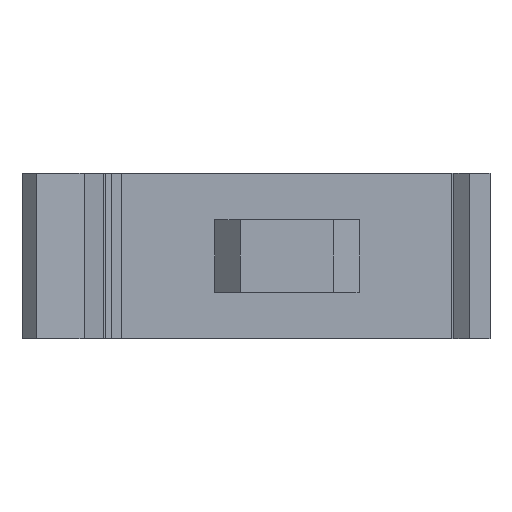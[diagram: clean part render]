
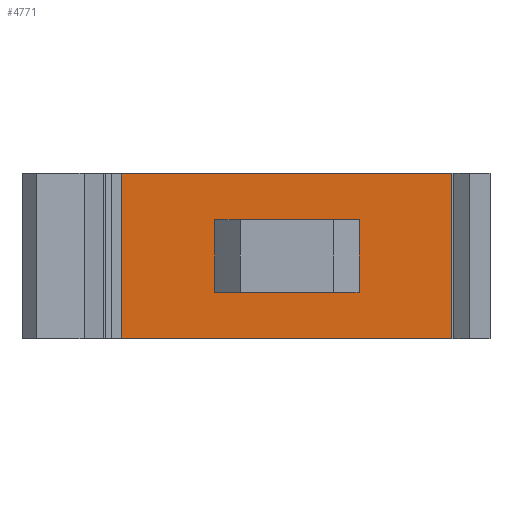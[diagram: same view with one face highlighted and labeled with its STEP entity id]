
A CAD part, front view. The second image highlights one B-rep face of the part: STEP entity #4771.
In plain terms, the highlighted planar face has unit normal (0, -1, 0).
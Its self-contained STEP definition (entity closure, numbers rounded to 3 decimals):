
#25=FACE_BOUND($,#819,.T.);
#26=FACE_BOUND($,#820,.T.);
#286=PLANE($,#5252);
#819=EDGE_LOOP($,(#4370,#4371,#4372,#4373,#4374,#4375));
#820=EDGE_LOOP($,(#4376,#4377,#4378,#4379));
#826=LINE($,#6694,#1293);
#831=LINE($,#6709,#1298);
#832=LINE($,#6714,#1299);
#853=LINE($,#6755,#1320);
#1249=LINE($,#8097,#1716);
#1278=LINE($,#8164,#1745);
#1286=LINE($,#8181,#1753);
#1288=LINE($,#8184,#1755);
#1293=VECTOR($,#5268,4.);
#1298=VECTOR($,#5281,4.);
#1299=VECTOR($,#5288,5.);
#1320=VECTOR($,#5325,5.);
#1716=VECTOR($,#6577,32.);
#1745=VECTOR($,#6654,16.);
#1753=VECTOR($,#6672,16.);
#1755=VECTOR($,#6676,32.);
#1757=CIRCLE($,#4778,3.);
#1759=CIRCLE($,#4782,3.);
#1884=VERTEX_POINT($,#6684);
#1885=VERTEX_POINT($,#6686);
#1887=VERTEX_POINT($,#6692);
#1890=VERTEX_POINT($,#6699);
#1891=VERTEX_POINT($,#6701);
#1893=VERTEX_POINT($,#6707);
#2285=VERTEX_POINT($,#8094);
#2286=VERTEX_POINT($,#8096);
#2300=VERTEX_POINT($,#8162);
#2304=VERTEX_POINT($,#8180);
#2307=EDGE_CURVE($,#1884,#1885,#1757,.F.);
#2311=EDGE_CURVE($,#1884,#1887,#826,.T.);
#2314=EDGE_CURVE($,#1890,#1891,#1759,.F.);
#2318=EDGE_CURVE($,#1890,#1893,#831,.T.);
#2320=EDGE_CURVE($,#1887,#1891,#832,.T.);
#2341=EDGE_CURVE($,#1893,#1885,#853,.T.);
#2957=EDGE_CURVE($,#2286,#2285,#1249,.T.);
#2991=EDGE_CURVE($,#2300,#2285,#1278,.T.);
#2999=EDGE_CURVE($,#2304,#2286,#1286,.T.);
#3001=EDGE_CURVE($,#2300,#2304,#1288,.T.);
#4370=ORIENTED_EDGE($,*,*,#2320,.T.);
#4371=ORIENTED_EDGE($,*,*,#2314,.F.);
#4372=ORIENTED_EDGE($,*,*,#2318,.T.);
#4373=ORIENTED_EDGE($,*,*,#2341,.T.);
#4374=ORIENTED_EDGE($,*,*,#2307,.F.);
#4375=ORIENTED_EDGE($,*,*,#2311,.T.);
#4376=ORIENTED_EDGE($,*,*,#2957,.T.);
#4377=ORIENTED_EDGE($,*,*,#2991,.F.);
#4378=ORIENTED_EDGE($,*,*,#3001,.T.);
#4379=ORIENTED_EDGE($,*,*,#2999,.T.);
#4771=ADVANCED_FACE($,(#25,#26),#286,.T.);
#4778=AXIS2_PLACEMENT_3D($,#6687,#5261,#5262);
#4782=AXIS2_PLACEMENT_3D($,#6702,#5274,#5275);
#5252=AXIS2_PLACEMENT_3D($,#8183,#6674,#6675);
#5261=DIRECTION('center_axis',(0.,1.,0.));
#5262=DIRECTION('ref_axis',(-0.707,0.,-0.707));
#5268=DIRECTION($,(0.,0.,1.));
#5274=DIRECTION('center_axis',(0.,1.,0.));
#5275=DIRECTION('ref_axis',(0.707,0.,0.707));
#5281=DIRECTION($,(0.,0.,-1.));
#5288=DIRECTION($,(1.,0.,0.));
#5325=DIRECTION($,(-1.,0.,0.));
#6577=DIRECTION($,(-1.,0.,0.));
#6654=DIRECTION($,(0.,0.,1.));
#6672=DIRECTION($,(0.,0.,1.));
#6674=DIRECTION('center_axis',(0.,-1.,0.));
#6675=DIRECTION('ref_axis',(0.,0.,-1.));
#6676=DIRECTION($,(1.,0.,0.));
#6684=CARTESIAN_POINT('',(-8.155,-4.686,13.756));
#6686=CARTESIAN_POINT('',(-5.155,-4.686,10.756));
#6687=CARTESIAN_POINT('Origin',(-5.155,-4.686,13.756));
#6692=CARTESIAN_POINT('',(-8.155,-4.686,17.756));
#6694=CARTESIAN_POINT($,(-8.155,-4.686,10.256));
#6699=CARTESIAN_POINT('',(-0.155,-4.686,14.756));
#6701=CARTESIAN_POINT('',(-3.155,-4.686,17.756));
#6702=CARTESIAN_POINT('Origin',(-3.155,-4.686,14.756));
#6707=CARTESIAN_POINT('',(-0.155,-4.686,10.756));
#6709=CARTESIAN_POINT($,(-0.155,-4.686,10.256));
#6714=CARTESIAN_POINT($,(3.845,-4.686,17.756));
#6755=CARTESIAN_POINT($,(3.845,-4.686,10.756));
#8094=CARTESIAN_POINT('',(-20.155,-4.686,22.256));
#8096=CARTESIAN_POINT('',(11.845,-4.686,22.256));
#8097=CARTESIAN_POINT($,(-20.155,-4.686,22.256));
#8162=CARTESIAN_POINT('',(-20.155,-4.686,6.256));
#8164=CARTESIAN_POINT($,(-20.155,-4.686,6.256));
#8180=CARTESIAN_POINT('',(11.845,-4.686,6.256));
#8181=CARTESIAN_POINT($,(11.845,-4.686,6.256));
#8183=CARTESIAN_POINT('Origin',(11.845,-4.686,6.256));
#8184=CARTESIAN_POINT($,(-20.155,-4.686,6.256));
